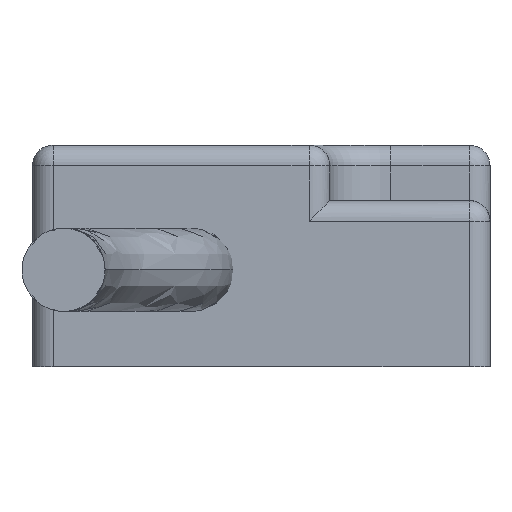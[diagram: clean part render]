
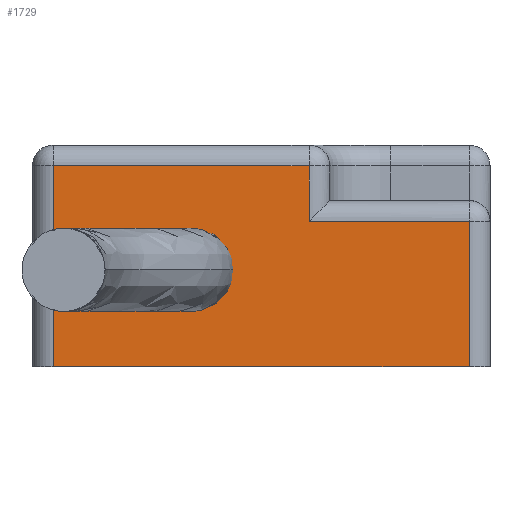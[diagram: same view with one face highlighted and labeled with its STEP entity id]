
A CAD part, front view. The second image highlights one B-rep face of the part: STEP entity #1729.
In plain terms, the highlighted planar face has unit normal (0, -1, 0).
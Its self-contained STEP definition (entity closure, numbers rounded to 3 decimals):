
#1319 = CARTESIAN_POINT ( 'NONE',  ( 31.5, 0., 0. ) ) ;
#1322 = CARTESIAN_POINT ( 'NONE',  ( 1.5, 0., 0. ) ) ;
#1338 = DIRECTION ( 'NONE',  ( -1., 0., 0. ) ) ;
#1339 = VECTOR ( 'NONE', #1338, 1000. ) ;
#1342 = CARTESIAN_POINT ( 'NONE',  ( 0., 0., 14.5 ) ) ;
#1343 = LINE ( 'NONE', #1342, #1339 ) ;
#1434 = DIRECTION ( 'NONE',  ( 1., 0., 0. ) ) ;
#1435 = VECTOR ( 'NONE', #1434, 1000. ) ;
#1436 = CARTESIAN_POINT ( 'NONE',  ( 0., 0., 0. ) ) ;
#1437 = LINE ( 'NONE', #1436, #1435 ) ;
#1506 = CARTESIAN_POINT ( 'NONE',  ( 19.95, 0., 10.5 ) ) ;
#1507 = DIRECTION ( 'NONE',  ( 0., 0., 1. ) ) ;
#1508 = VECTOR ( 'NONE', #1507, 1000. ) ;
#1509 = CARTESIAN_POINT ( 'NONE',  ( 19.95, 0., 16. ) ) ;
#1510 = LINE ( 'NONE', #1509, #1508 ) ;
#1520 = VECTOR ( 'NONE', #1590, 1000. ) ;
#1521 = CARTESIAN_POINT ( 'NONE',  ( 1.5, 0., 16. ) ) ;
#1522 = LINE ( 'NONE', #1521, #1520 ) ;
#1523 = CARTESIAN_POINT ( 'NONE',  ( 31.5, 0., 10.5 ) ) ;
#1524 = DIRECTION ( 'NONE',  ( 0., 0., 1. ) ) ;
#1525 = VECTOR ( 'NONE', #1524, 1000. ) ;
#1526 = CARTESIAN_POINT ( 'NONE',  ( 31.5, 0., 16. ) ) ;
#1527 = LINE ( 'NONE', #1526, #1525 ) ;
#1528 = DIRECTION ( 'NONE',  ( -1., 0., 0. ) ) ;
#1529 = VECTOR ( 'NONE', #1528, 1000. ) ;
#1530 = CARTESIAN_POINT ( 'NONE',  ( 0., 0., 10.5 ) ) ;
#1531 = LINE ( 'NONE', #1530, #1529 ) ;
#1582 = CARTESIAN_POINT ( 'NONE',  ( 19.95, 0., 14.5 ) ) ;
#1583 = CARTESIAN_POINT ( 'NONE',  ( 1.5, 0., 14.5 ) ) ;
#1584 = DIRECTION ( 'NONE',  ( 0., 0., 1. ) ) ;
#1585 = DIRECTION ( 'NONE',  ( 0., 1., 0. ) ) ;
#1586 = CARTESIAN_POINT ( 'NONE',  ( 0., 0., 16. ) ) ;
#1587 = AXIS2_PLACEMENT_3D ( 'NONE', #1586, #1585, #1584 ) ;
#1588 = PLANE ( 'NONE',  #1587 ) ;
#1589 = FACE_OUTER_BOUND ( 'NONE', #1730, .T. ) ;
#1590 = DIRECTION ( 'NONE',  ( 0., 0., -1. ) ) ;
#1715 = EDGE_CURVE ( 'NONE', #1717, #1733, #1510, .T. ) ;
#1716 = ORIENTED_EDGE ( 'NONE', *, *, #1720, .T. ) ;
#1717 = VERTEX_POINT ( 'NONE', #1506 ) ;
#1720 = EDGE_CURVE ( 'NONE', #1723, #1717, #1531, .T. ) ;
#1721 = ORIENTED_EDGE ( 'NONE', *, *, #1715, .T. ) ;
#1722 = EDGE_CURVE ( 'NONE', #1753, #1723, #1527, .T. ) ;
#1723 = VERTEX_POINT ( 'NONE', #1523 ) ;
#1724 = ORIENTED_EDGE ( 'NONE', *, *, #1725, .T. ) ;
#1725 = EDGE_CURVE ( 'NONE', #1732, #1754, #1522, .T. ) ;
#1726 = ORIENTED_EDGE ( 'NONE', *, *, #1722, .T. ) ;
#1727 = ORIENTED_EDGE ( 'NONE', *, *, #1796, .T. ) ;
#1729 = ADVANCED_FACE ( 'NONE', ( #1589 ), #1588, .F. ) ;
#1730 = EDGE_LOOP ( 'NONE', ( #1731, #1724, #1727, #1726, #1716, #1721 ) ) ;
#1731 = ORIENTED_EDGE ( 'NONE', *, *, #1765, .T. ) ;
#1732 = VERTEX_POINT ( 'NONE', #1583 ) ;
#1733 = VERTEX_POINT ( 'NONE', #1582 ) ;
#1753 = VERTEX_POINT ( 'NONE', #1319 ) ;
#1754 = VERTEX_POINT ( 'NONE', #1322 ) ;
#1765 = EDGE_CURVE ( 'NONE', #1733, #1732, #1343, .T. ) ;
#1796 = EDGE_CURVE ( 'NONE', #1754, #1753, #1437, .T. ) ;
